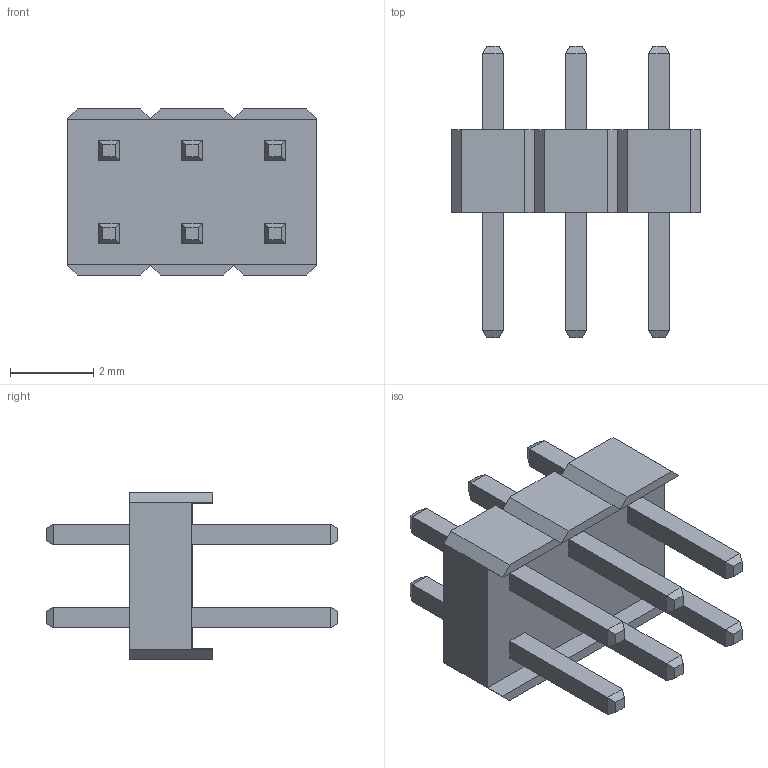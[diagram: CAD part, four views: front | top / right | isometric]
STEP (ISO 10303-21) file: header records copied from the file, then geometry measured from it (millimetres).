
FILE_DESCRIPTION (( 'STEP AP214' ), '1' );
FILE_NAME ('BF050-06-A-B-0200-0300-L-G.STEP', '2024-02-15T15:35:32', ( '' ), ( '' ), 'SwSTEP 2.0', 'SolidWorks 2021', '' );
FILE_SCHEMA (( 'AUTOMOTIVE_DESIGN' ));
Length unit declared in the file: millimetre
Products named in the file (3): Body^BF050-xxxx_06; pin^BF050-xxxx; BF050-06-A-B-0200-0300-L-G
Assembly tree (4 placements, depth 2):
  BF050-06-A-B-0200-0300-L-G
    Body^BF050-xxxx_06
    pin^BF050-xxxx  x3
Bounding box: 6 x 7 x 4 mm (x, y, z)
Volume: 44.9 mm3; surface area: 190 mm2
Topology: 7 solids, 7 shells, 134 faces, 312 edges, 192 vertices
Faces by surface type: plane 134
Entity records: 2455 total; most frequent: CARTESIAN_POINT 413, ORIENTED_EDGE 400, DIRECTION 370, EDGE_CURVE 200, LINE 200, VECTOR 200, VERTEX_POINT 128, EDGE_LOOP 90
